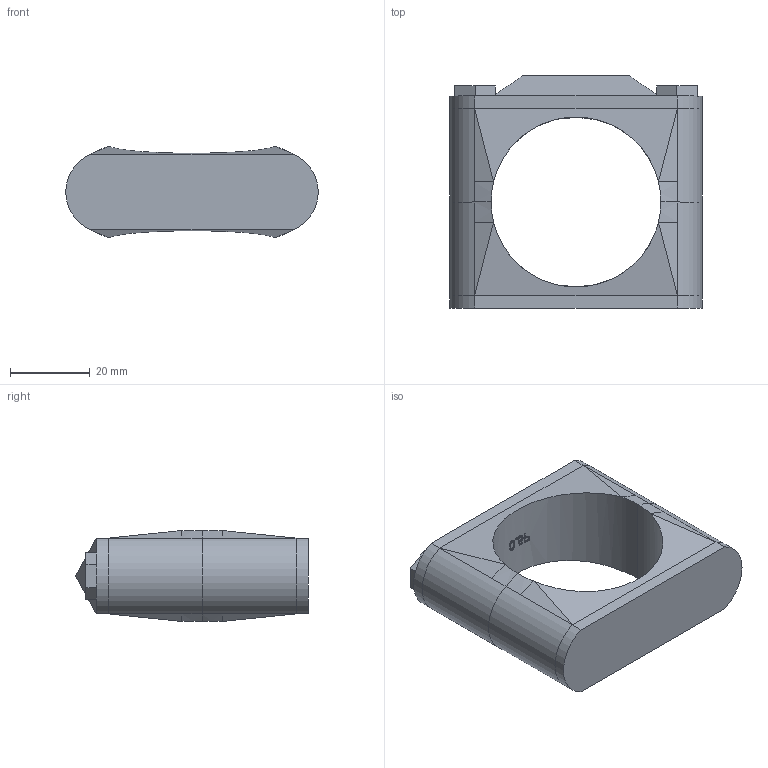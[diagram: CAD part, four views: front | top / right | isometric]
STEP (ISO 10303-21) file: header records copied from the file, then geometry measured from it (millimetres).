
FILE_DESCRIPTION (( 'STEP AP214' ), '1' );
FILE_NAME ('CSDW05PXXXSA 0.084inches.STEP', '2019-04-19T20:28:33', ( '' ), ( '' ), 'SwSTEP 2.0', 'SolidWorks 2013', '' );
FILE_SCHEMA (( 'AUTOMOTIVE_DESIGN' ));
Length unit declared in the file: millimetre
Products named in the file (1): CSDW05PXXXSA 0.084inches
Bounding box: 63.5 x 58.42 x 22.86 mm (x, y, z)
Surface area: 10607.8 mm2 (no closed solid volume)
Topology: 0 solids, 4 shells, 148 faces, 403 edges, 262 vertices
Faces by surface type: bspline 64, plane 62, cylinder 22
Entity records: 13528 total; most frequent: CARTESIAN_POINT 8763, ORIENTED_EDGE 754, EDGE_CURVE 403, DIRECTION 401, VERTEX_POINT 262, B_SPLINE_CURVE_WITH_KNOTS 212, EDGE_LOOP 160, UNCERTAINTY_MEASURE_WITH_UNIT 150
